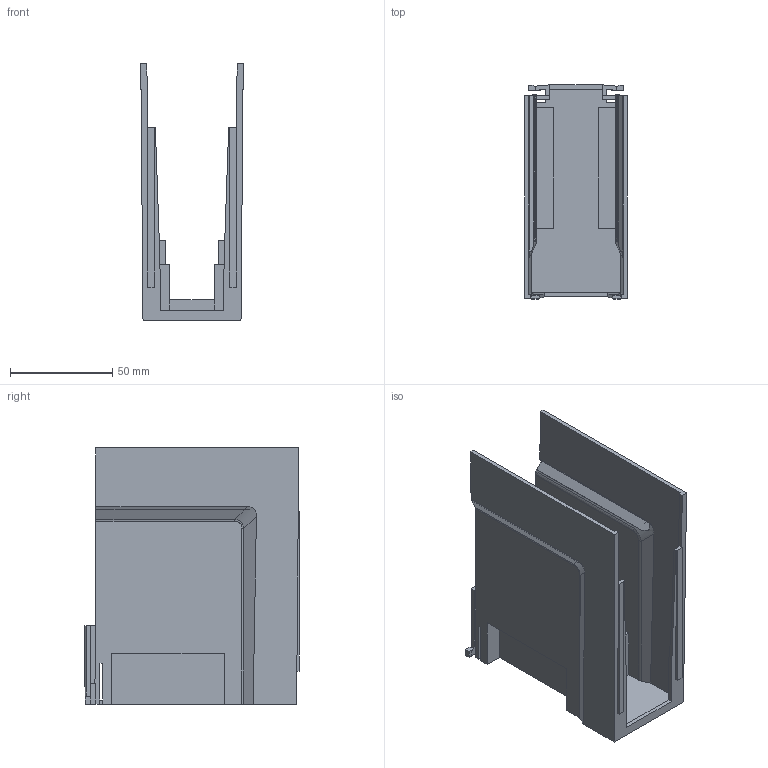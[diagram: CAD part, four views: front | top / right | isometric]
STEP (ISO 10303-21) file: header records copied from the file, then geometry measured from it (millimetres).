
FILE_DESCRIPTION(('CATIA V5 STEP'),'2;1');
FILE_NAME('L8551087_L_Anschlussraumabdeckung_HA-SL00_185.stp','2018-04-12T11:24:15+00:00',('none'),('Jean Müller GmbH'),'CATIA Version 5 Release 19 SP 9 (IN-10)','CATIA V5 STEP AP214','none');
FILE_SCHEMA(('AUTOMOTIVE_DESIGN { 1 0 10303 214 1 1 1 1 }'));
Length unit declared in the file: millimetre
Products named in the file (2): L8551087_L_Anschlussraumabdeckung HA-SL00/185; 33977_L_Anschlussraumabdeckung HA-SL00/185
Assembly tree (1 placements, depth 2):
  L8551087_L_Anschlussraumabdeckung HA-SL00/185
    33977_L_Anschlussraumabdeckung HA-SL00/185
Bounding box: 50.19 x 104.9 x 125.5 mm (x, y, z)
Volume: 64211.8 mm3; surface area: 67754.7 mm2
Topology: 1 solids, 1 shells, 159 faces, 467 edges, 307 vertices
Faces by surface type: plane 139, cylinder 16, bspline 4
Entity records: 5388 total; most frequent: CARTESIAN_POINT 1368, ORIENTED_EDGE 934, DIRECTION 661, EDGE_CURVE 467, VECTOR 403, LINE 403, VERTEX_POINT 307, EDGE_LOOP 160
